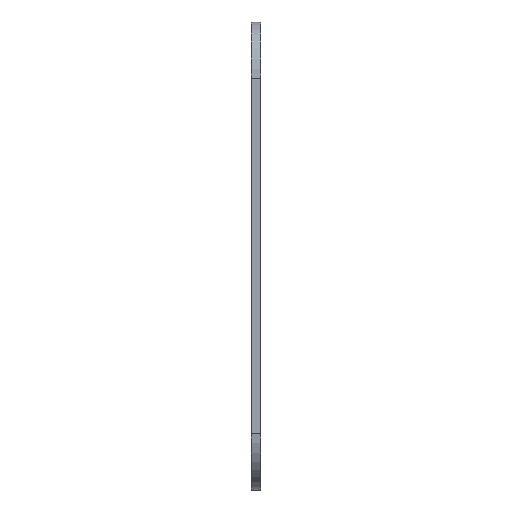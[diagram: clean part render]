
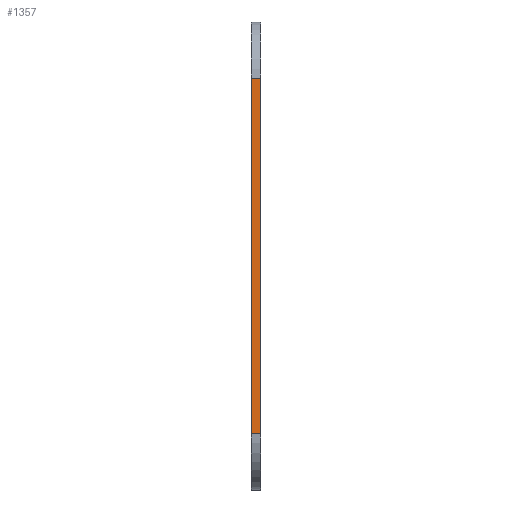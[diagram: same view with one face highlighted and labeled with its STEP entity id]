
A CAD part, front view. The second image highlights one B-rep face of the part: STEP entity #1357.
In plain terms, the highlighted planar face has unit normal (0, -1, 0).
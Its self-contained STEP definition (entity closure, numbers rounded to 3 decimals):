
#54 = VECTOR ( 'NONE', #183, 1000. ) ;
#74 = LINE ( 'NONE', #109, #54 ) ;
#109 = CARTESIAN_POINT ( 'NONE',  ( 1.651, -9.5, 30. ) ) ;
#117 = DIRECTION ( 'NONE',  ( -1., 0., 0. ) ) ;
#183 = DIRECTION ( 'NONE',  ( 0., 0., -1. ) ) ;
#321 = VECTOR ( 'NONE', #2058, 1000. ) ;
#323 = LINE ( 'NONE', #2129, #321 ) ;
#425 = CARTESIAN_POINT ( 'NONE',  ( 1.651, -9.5, -30. ) ) ;
#445 = CARTESIAN_POINT ( 'NONE',  ( 1.651, -9.5, 30. ) ) ;
#644 = ORIENTED_EDGE ( 'NONE', *, *, #2460, .F. ) ;
#659 = ORIENTED_EDGE ( 'NONE', *, *, #1441, .T. ) ;
#663 = ORIENTED_EDGE ( 'NONE', *, *, #1846, .T. ) ;
#690 = CARTESIAN_POINT ( 'NONE',  ( 1.651, -9.5, -30. ) ) ;
#695 = VERTEX_POINT ( 'NONE', #425 ) ;
#724 = DIRECTION ( 'NONE',  ( -1., 0., 0. ) ) ;
#815 = VECTOR ( 'NONE', #724, 1000. ) ;
#836 = LINE ( 'NONE', #690, #815 ) ;
#839 = VECTOR ( 'NONE', #117, 1000. ) ;
#847 = LINE ( 'NONE', #445, #839 ) ;
#920 = EDGE_LOOP ( 'NONE', ( #663, #1022, #644, #659 ) ) ;
#924 = VERTEX_POINT ( 'NONE', #1779 ) ;
#940 = PLANE ( 'NONE',  #2575 ) ;
#959 = DIRECTION ( 'NONE',  ( 0., 0., 1. ) ) ;
#1022 = ORIENTED_EDGE ( 'NONE', *, *, #1448, .F. ) ;
#1029 = CARTESIAN_POINT ( 'NONE',  ( 1.651, -9.5, 30. ) ) ;
#1070 = CARTESIAN_POINT ( 'NONE',  ( 0., -9.5, -30. ) ) ;
#1120 = FACE_OUTER_BOUND ( 'NONE', #920, .T. ) ;
#1357 = ADVANCED_FACE ( 'NONE', ( #1120 ), #940, .F. ) ;
#1441 = EDGE_CURVE ( 'NONE', #2472, #924, #847, .T. ) ;
#1448 = EDGE_CURVE ( 'NONE', #695, #1471, #836, .T. ) ;
#1471 = VERTEX_POINT ( 'NONE', #1070 ) ;
#1487 = DIRECTION ( 'NONE',  ( 0., 1., 0. ) ) ;
#1779 = CARTESIAN_POINT ( 'NONE',  ( 0., -9.5, 30. ) ) ;
#1846 = EDGE_CURVE ( 'NONE', #924, #1471, #323, .T. ) ;
#2058 = DIRECTION ( 'NONE',  ( 0., 0., -1. ) ) ;
#2129 = CARTESIAN_POINT ( 'NONE',  ( 0., -9.5, 30. ) ) ;
#2460 = EDGE_CURVE ( 'NONE', #2472, #695, #74, .T. ) ;
#2472 = VERTEX_POINT ( 'NONE', #2524 ) ;
#2524 = CARTESIAN_POINT ( 'NONE',  ( 1.651, -9.5, 30. ) ) ;
#2575 = AXIS2_PLACEMENT_3D ( 'NONE', #1029, #1487, #959 ) ;
